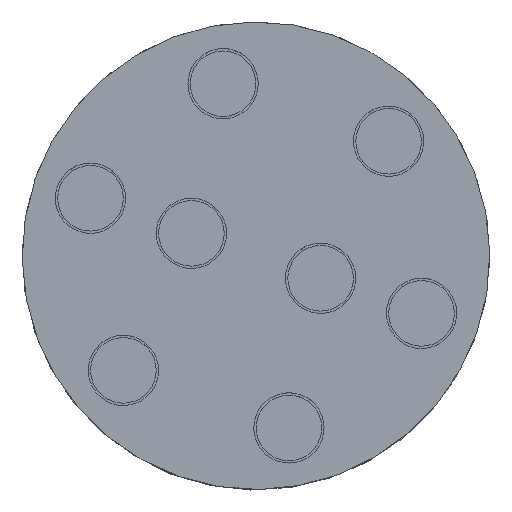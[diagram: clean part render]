
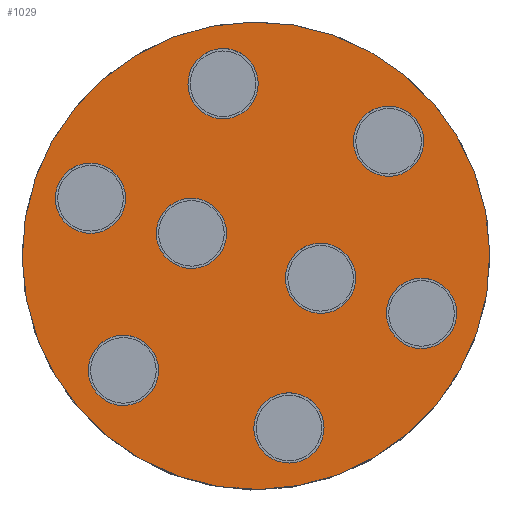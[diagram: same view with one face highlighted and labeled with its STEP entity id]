
A CAD part, top view. The second image highlights one B-rep face of the part: STEP entity #1029.
In plain terms, the highlighted planar face has unit normal (0, 0, 1).
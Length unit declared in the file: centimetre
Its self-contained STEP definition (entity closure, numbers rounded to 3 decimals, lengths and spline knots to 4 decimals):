
#432=VERTEX_POINT('',#1461);
#433=VERTEX_POINT('',#1464);
#434=VERTEX_POINT('',#1467);
#435=VERTEX_POINT('',#1470);
#436=VERTEX_POINT('',#1473);
#437=VERTEX_POINT('',#1476);
#438=VERTEX_POINT('',#1479);
#439=VERTEX_POINT('',#1482);
#440=VERTEX_POINT('',#1485);
#500=CIRCLE('',#1085,4.991);
#501=CIRCLE('',#1087,0.75);
#502=CIRCLE('',#1089,0.75);
#503=CIRCLE('',#1091,0.75);
#504=CIRCLE('',#1093,0.75);
#505=CIRCLE('',#1095,0.75);
#506=CIRCLE('',#1097,0.75);
#507=CIRCLE('',#1099,0.75);
#508=CIRCLE('',#1101,0.75);
#568=EDGE_CURVE('',#432,#432,#500,.T.);
#569=EDGE_CURVE('',#433,#433,#501,.T.);
#570=EDGE_CURVE('',#434,#434,#502,.T.);
#571=EDGE_CURVE('',#435,#435,#503,.T.);
#572=EDGE_CURVE('',#436,#436,#504,.T.);
#573=EDGE_CURVE('',#437,#437,#505,.T.);
#574=EDGE_CURVE('',#438,#438,#506,.T.);
#575=EDGE_CURVE('',#439,#439,#507,.T.);
#576=EDGE_CURVE('',#440,#440,#508,.T.);
#686=ORIENTED_EDGE('',*,*,#576,.F.);
#687=ORIENTED_EDGE('',*,*,#575,.F.);
#688=ORIENTED_EDGE('',*,*,#574,.F.);
#689=ORIENTED_EDGE('',*,*,#573,.F.);
#690=ORIENTED_EDGE('',*,*,#572,.F.);
#691=ORIENTED_EDGE('',*,*,#571,.F.);
#692=ORIENTED_EDGE('',*,*,#570,.F.);
#693=ORIENTED_EDGE('',*,*,#569,.F.);
#694=ORIENTED_EDGE('',*,*,#568,.F.);
#854=EDGE_LOOP('',(#686));
#855=EDGE_LOOP('',(#687));
#856=EDGE_LOOP('',(#688));
#857=EDGE_LOOP('',(#689));
#858=EDGE_LOOP('',(#690));
#859=EDGE_LOOP('',(#691));
#860=EDGE_LOOP('',(#692));
#861=EDGE_LOOP('',(#693));
#862=EDGE_LOOP('',(#694));
#958=FACE_BOUND('',#854,.T.);
#959=FACE_BOUND('',#855,.T.);
#960=FACE_BOUND('',#856,.T.);
#961=FACE_BOUND('',#857,.T.);
#962=FACE_BOUND('',#858,.T.);
#963=FACE_BOUND('',#859,.T.);
#964=FACE_BOUND('',#860,.T.);
#965=FACE_BOUND('',#861,.T.);
#966=FACE_BOUND('',#862,.T.);
#1029=ADVANCED_FACE('',(#958,#959,#960,#961,#962,#963,#964,#965,#966),#1598,
 .T.);
#1085=AXIS2_PLACEMENT_3D('',#1460,#1232,#1233);
#1087=AXIS2_PLACEMENT_3D('',#1463,#1236,#1237);
#1089=AXIS2_PLACEMENT_3D('',#1466,#1240,#1241);
#1091=AXIS2_PLACEMENT_3D('',#1469,#1244,#1245);
#1093=AXIS2_PLACEMENT_3D('',#1472,#1248,#1249);
#1095=AXIS2_PLACEMENT_3D('',#1475,#1252,#1253);
#1097=AXIS2_PLACEMENT_3D('',#1478,#1256,#1257);
#1099=AXIS2_PLACEMENT_3D('',#1481,#1260,#1261);
#1101=AXIS2_PLACEMENT_3D('',#1484,#1264,#1265);
#1102=AXIS2_PLACEMENT_3D('',#1486,#1266,$);
#1232=DIRECTION('',(0.,0.,-1.));
#1233=DIRECTION('',(4.991,0.,0.));
#1236=DIRECTION('',(0.,0.,1.));
#1237=DIRECTION('',(0.75,0.,0.));
#1240=DIRECTION('',(0.,0.,1.));
#1241=DIRECTION('',(0.75,0.,0.));
#1244=DIRECTION('',(0.,0.,1.));
#1245=DIRECTION('',(0.75,0.,0.));
#1248=DIRECTION('',(0.,0.,1.));
#1249=DIRECTION('',(0.75,0.,0.));
#1252=DIRECTION('',(0.,0.,1.));
#1253=DIRECTION('',(0.75,0.,0.));
#1256=DIRECTION('',(0.,0.,1.));
#1257=DIRECTION('',(0.75,0.,0.));
#1260=DIRECTION('',(0.,0.,1.));
#1261=DIRECTION('',(0.75,0.,0.));
#1264=DIRECTION('',(0.,0.,1.));
#1265=DIRECTION('',(0.75,0.,0.));
#1266=DIRECTION('',(0.,0.,1.));
#1460=CARTESIAN_POINT('',(0.,0.,0.8));
#1461=CARTESIAN_POINT('',(4.991,0.,0.8));
#1463=CARTESIAN_POINT('',(-0.7299,1.2642,0.8));
#1464=CARTESIAN_POINT('',(0.0201,1.2642,0.8));
#1466=CARTESIAN_POINT('',(1.8705,-3.2398,0.8));
#1467=CARTESIAN_POINT('',(2.6205,-3.2398,0.8));
#1469=CARTESIAN_POINT('',(-1.8705,-3.2398,0.8));
#1470=CARTESIAN_POINT('',(-1.1205,-3.2398,0.8));
#1472=CARTESIAN_POINT('',(-3.741,0.,0.8));
#1473=CARTESIAN_POINT('',(-2.991,0.,0.8));
#1475=CARTESIAN_POINT('',(-1.8705,3.2398,0.8));
#1476=CARTESIAN_POINT('',(-1.1205,3.2398,0.8));
#1478=CARTESIAN_POINT('',(3.741,0.,0.8));
#1479=CARTESIAN_POINT('',(4.491,0.,0.8));
#1481=CARTESIAN_POINT('',(1.8705,3.2398,0.8));
#1482=CARTESIAN_POINT('',(2.6205,3.2398,0.8));
#1484=CARTESIAN_POINT('',(0.7299,-1.2642,0.8));
#1485=CARTESIAN_POINT('',(1.4799,-1.2642,0.8));
#1486=CARTESIAN_POINT('',(0.,0.,0.8));
#1598=PLANE('',#1102);
